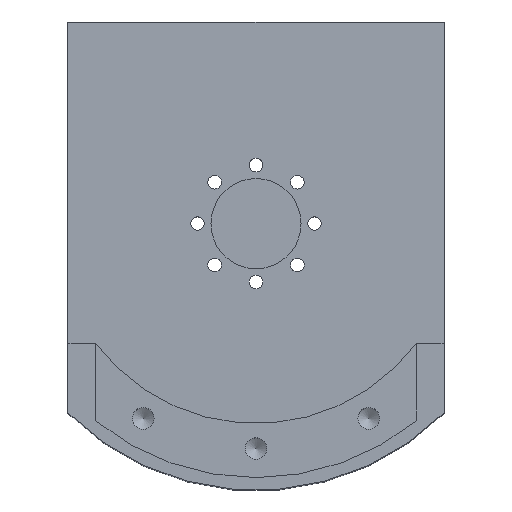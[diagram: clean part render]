
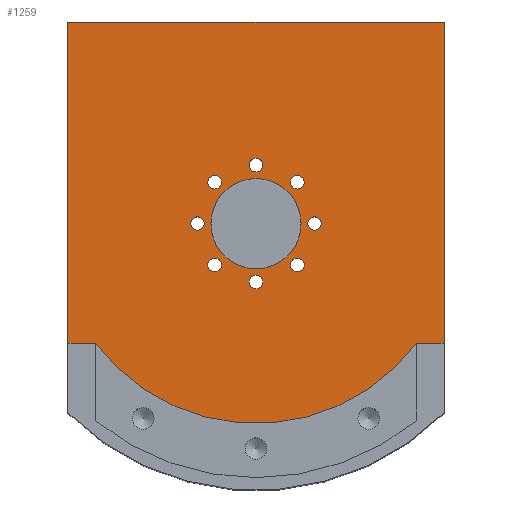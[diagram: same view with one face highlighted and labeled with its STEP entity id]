
A CAD part, top view. The second image highlights one B-rep face of the part: STEP entity #1259.
In plain terms, the highlighted planar face has unit normal (0, 0, 1).
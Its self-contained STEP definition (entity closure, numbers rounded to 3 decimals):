
#26=FACE_BOUND('',#203,.T.);
#27=FACE_BOUND('',#204,.T.);
#28=FACE_BOUND('',#205,.T.);
#29=FACE_BOUND('',#206,.T.);
#30=FACE_BOUND('',#207,.T.);
#31=FACE_BOUND('',#208,.T.);
#32=FACE_BOUND('',#209,.T.);
#33=FACE_BOUND('',#210,.T.);
#34=FACE_BOUND('',#211,.T.);
#80=PLANE('',#1372);
#127=FACE_OUTER_BOUND('',#202,.T.);
#202=EDGE_LOOP('',(#988,#989,#990,#991,#992,#993));
#203=EDGE_LOOP('',(#994));
#204=EDGE_LOOP('',(#995));
#205=EDGE_LOOP('',(#996));
#206=EDGE_LOOP('',(#997));
#207=EDGE_LOOP('',(#998));
#208=EDGE_LOOP('',(#999));
#209=EDGE_LOOP('',(#1000));
#210=EDGE_LOOP('',(#1001));
#211=EDGE_LOOP('',(#1002));
#343=CIRCLE('',#1369,24.);
#344=CIRCLE('',#1373,0.812);
#345=CIRCLE('',#1374,0.812);
#346=CIRCLE('',#1375,0.812);
#347=CIRCLE('',#1376,0.812);
#348=CIRCLE('',#1377,0.812);
#349=CIRCLE('',#1378,0.812);
#350=CIRCLE('',#1379,0.812);
#351=CIRCLE('',#1380,0.812);
#352=CIRCLE('',#1381,5.4);
#389=LINE('',#2013,#481);
#402=LINE('',#2054,#494);
#406=LINE('',#2063,#498);
#412=LINE('',#2083,#504);
#419=LINE('',#2107,#511);
#481=VECTOR('',#1525,10.);
#494=VECTOR('',#1564,10.);
#498=VECTOR('',#1574,10.);
#504=VECTOR('',#1592,10.);
#511=VECTOR('',#1621,10.);
#598=VERTEX_POINT('',#2010);
#599=VERTEX_POINT('',#2012);
#613=VERTEX_POINT('',#2051);
#614=VERTEX_POINT('',#2053);
#616=VERTEX_POINT('',#2061);
#624=VERTEX_POINT('',#2081);
#631=VERTEX_POINT('',#2108);
#632=VERTEX_POINT('',#2110);
#633=VERTEX_POINT('',#2112);
#634=VERTEX_POINT('',#2114);
#635=VERTEX_POINT('',#2116);
#636=VERTEX_POINT('',#2118);
#637=VERTEX_POINT('',#2120);
#638=VERTEX_POINT('',#2122);
#639=VERTEX_POINT('',#2124);
#730=EDGE_CURVE('',#598,#599,#389,.T.);
#751=EDGE_CURVE('',#613,#614,#402,.T.);
#757=EDGE_CURVE('',#616,#613,#406,.T.);
#767=EDGE_CURVE('',#624,#598,#412,.T.);
#776=EDGE_CURVE('',#614,#624,#343,.T.);
#780=EDGE_CURVE('',#616,#599,#419,.T.);
#781=EDGE_CURVE('',#631,#631,#344,.T.);
#782=EDGE_CURVE('',#632,#632,#345,.T.);
#783=EDGE_CURVE('',#633,#633,#346,.T.);
#784=EDGE_CURVE('',#634,#634,#347,.T.);
#785=EDGE_CURVE('',#635,#635,#348,.T.);
#786=EDGE_CURVE('',#636,#636,#349,.T.);
#787=EDGE_CURVE('',#637,#637,#350,.T.);
#788=EDGE_CURVE('',#638,#638,#351,.T.);
#789=EDGE_CURVE('',#639,#639,#352,.T.);
#988=ORIENTED_EDGE('',*,*,#730,.F.);
#989=ORIENTED_EDGE('',*,*,#767,.F.);
#990=ORIENTED_EDGE('',*,*,#776,.F.);
#991=ORIENTED_EDGE('',*,*,#751,.F.);
#992=ORIENTED_EDGE('',*,*,#757,.F.);
#993=ORIENTED_EDGE('',*,*,#780,.T.);
#994=ORIENTED_EDGE('',*,*,#781,.F.);
#995=ORIENTED_EDGE('',*,*,#782,.F.);
#996=ORIENTED_EDGE('',*,*,#783,.F.);
#997=ORIENTED_EDGE('',*,*,#784,.F.);
#998=ORIENTED_EDGE('',*,*,#785,.F.);
#999=ORIENTED_EDGE('',*,*,#786,.F.);
#1000=ORIENTED_EDGE('',*,*,#787,.F.);
#1001=ORIENTED_EDGE('',*,*,#788,.F.);
#1002=ORIENTED_EDGE('',*,*,#789,.F.);
#1259=ADVANCED_FACE('',(#127,#26,#27,#28,#29,#30,#31,#32,#33,#34),#80,.F.);
#1369=AXIS2_PLACEMENT_3D('',#2100,#1610,#1611);
#1372=AXIS2_PLACEMENT_3D('',#2106,#1619,#1620);
#1373=AXIS2_PLACEMENT_3D('',#2109,#1622,#1623);
#1374=AXIS2_PLACEMENT_3D('',#2111,#1624,#1625);
#1375=AXIS2_PLACEMENT_3D('',#2113,#1626,#1627);
#1376=AXIS2_PLACEMENT_3D('',#2115,#1628,#1629);
#1377=AXIS2_PLACEMENT_3D('',#2117,#1630,#1631);
#1378=AXIS2_PLACEMENT_3D('',#2119,#1632,#1633);
#1379=AXIS2_PLACEMENT_3D('',#2121,#1634,#1635);
#1380=AXIS2_PLACEMENT_3D('',#2123,#1636,#1637);
#1381=AXIS2_PLACEMENT_3D('',#2125,#1638,#1639);
#1525=DIRECTION('',(0.,1.,0.));
#1564=DIRECTION('',(-1.,0.,0.));
#1574=DIRECTION('',(0.,-1.,0.));
#1592=DIRECTION('',(-1.,0.,0.));
#1610=DIRECTION('center_axis',(0.,0.,
-1.));
#1611=DIRECTION('ref_axis',(1.,0.,0.));
#1619=DIRECTION('center_axis',(0.,0.,-1.));
#1620=DIRECTION('ref_axis',(-1.,0.,0.));
#1621=DIRECTION('',(-1.,0.,0.));
#1622=DIRECTION('center_axis',(0.,0.,1.));
#1623=DIRECTION('ref_axis',(-1.,0.,0.));
#1624=DIRECTION('center_axis',(0.,0.,1.));
#1625=DIRECTION('ref_axis',(-1.,0.,0.));
#1626=DIRECTION('center_axis',(0.,0.,1.));
#1627=DIRECTION('ref_axis',(-1.,0.,0.));
#1628=DIRECTION('center_axis',(0.,0.,1.));
#1629=DIRECTION('ref_axis',(-1.,0.,0.));
#1630=DIRECTION('center_axis',(0.,0.,1.));
#1631=DIRECTION('ref_axis',(-1.,0.,0.));
#1632=DIRECTION('center_axis',(0.,0.,1.));
#1633=DIRECTION('ref_axis',(-1.,0.,0.));
#1634=DIRECTION('center_axis',(0.,0.,1.));
#1635=DIRECTION('ref_axis',(-1.,0.,0.));
#1636=DIRECTION('center_axis',(0.,0.,1.));
#1637=DIRECTION('ref_axis',(-1.,0.,0.));
#1638=DIRECTION('center_axis',(0.,0.,1.));
#1639=DIRECTION('ref_axis',(-1.,0.,0.));
#2010=CARTESIAN_POINT('',(-22.519,-14.402,-4.5));
#2012=CARTESIAN_POINT('',(-22.519,24.142,-4.5));
#2013=CARTESIAN_POINT('',(-22.519,-11.744,-4.5));
#2051=CARTESIAN_POINT('',(22.519,-14.402,-4.5));
#2053=CARTESIAN_POINT('',(19.199,-14.402,-4.5));
#2054=CARTESIAN_POINT('',(11.259,-14.402,-4.5));
#2061=CARTESIAN_POINT('',(22.519,24.142,-4.5));
#2063=CARTESIAN_POINT('',(22.519,-11.744,-4.5));
#2081=CARTESIAN_POINT('',(-19.199,-14.402,-4.5));
#2083=CARTESIAN_POINT('',(-9.599,-14.402,-4.5));
#2100=CARTESIAN_POINT('Origin',(0.,0.,
-4.5));
#2106=CARTESIAN_POINT('Origin',(0.,0.,-4.5));
#2107=CARTESIAN_POINT('',(-11.314,24.142,-4.5));
#2108=CARTESIAN_POINT('',(5.761,4.95,-4.5));
#2109=CARTESIAN_POINT('Origin',(4.95,4.95,-4.5));
#2110=CARTESIAN_POINT('',(-4.138,-4.95,-4.5));
#2111=CARTESIAN_POINT('Origin',(-4.95,-4.95,-4.5));
#2112=CARTESIAN_POINT('',(-4.138,4.95,-4.5));
#2113=CARTESIAN_POINT('Origin',(-4.95,4.95,-4.5));
#2114=CARTESIAN_POINT('',(5.761,-4.95,-4.5));
#2115=CARTESIAN_POINT('Origin',(4.95,-4.95,-4.5));
#2116=CARTESIAN_POINT('',(-6.189,0.,-4.5));
#2117=CARTESIAN_POINT('Origin',(-7.,0.,-4.5));
#2118=CARTESIAN_POINT('',(0.812,7.,-4.5));
#2119=CARTESIAN_POINT('Origin',(0.,7.,
-4.5));
#2120=CARTESIAN_POINT('',(0.812,-7.,-4.5));
#2121=CARTESIAN_POINT('Origin',(0.,-7.,-4.5));
#2122=CARTESIAN_POINT('',(7.812,0.,-4.5));
#2123=CARTESIAN_POINT('Origin',(7.,0.,-4.5));
#2124=CARTESIAN_POINT('',(5.4,0.,-4.5));
#2125=CARTESIAN_POINT('Origin',(0.,0.,-4.5));
